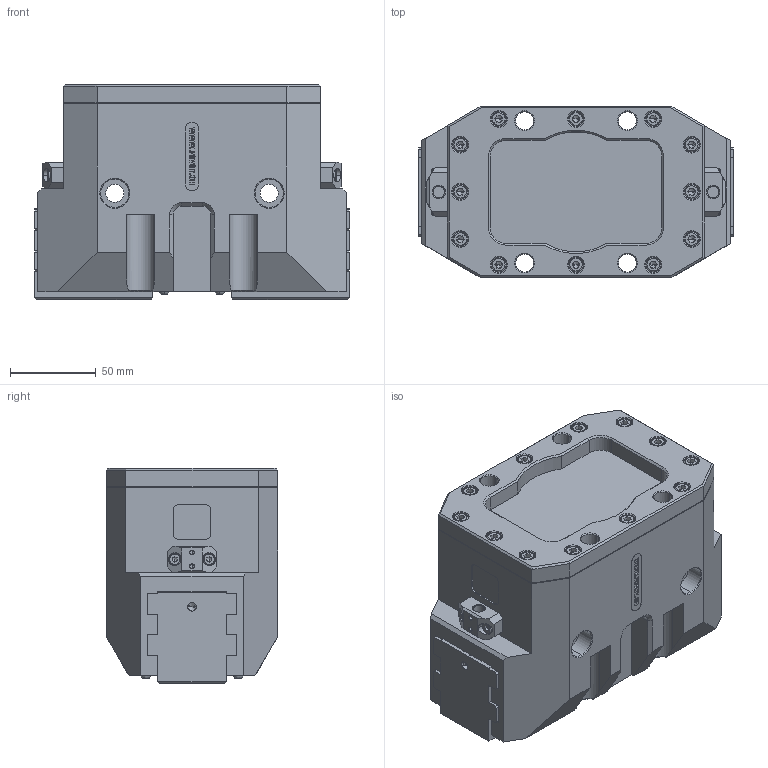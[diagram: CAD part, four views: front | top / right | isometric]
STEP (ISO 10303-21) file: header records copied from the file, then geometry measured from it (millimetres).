
FILE_DESCRIPTION (( 'STEP AP203' ), '1' );
FILE_NAME ('FY30-80謗蛈.STEP', '2019-01-04T02:41:35', ( 'User' ), ( 'Microsoft' ), 'SwSTEP 2.0', 'SolidWorks 2015', '' );
FILE_SCHEMA (( 'CONFIG_CONTROL_DESIGN' ));
Length unit declared in the file: millimetre
Products named in the file (11): LOGOÅÆ-FY30-80; hexagon socket button head screws gb_GB_SOCKET_TYPE7 M3X6-N; 梓齪7; 梓齪FY30-80; 导轨楔形三爪支架; 虼倛標蛈FY30-80翋极; hexagon socket head cap screws gb_GB_FASTENER_SCREWS_HSHCS M4X10-N; 虼倛標蛈FY30-80賑輸; FY30-80謗蛈; 虼倛謗蛈FY30-80綴裔; hexagon socket head cap screws gb_GB_FASTENER_SCREWS_HSHCS M5X20-N
Assembly tree (29 placements, depth 2):
  FY30-80謗蛈
    虼倛標蛈FY30-80翋极
    虼倛標蛈FY30-80賑輸  x2
    虼倛謗蛈FY30-80綴裔
    hexagon socket head cap screws gb_GB_FASTENER_SCREWS_HSHCS M5X20-N  x12
    LOGOÅÆ-FY30-80
    hexagon socket button head screws gb_GB_SOCKET_TYPE7 M3X6-N  x4
    梓齪7
    梓齪FY30-80
    导轨楔形三爪支架  x2
    hexagon socket head cap screws gb_GB_FASTENER_SCREWS_HSHCS M4X10-N  x4
Bounding box: 183.48 x 100 x 125.5 mm (x, y, z)
Volume: 1300514.7 mm3; surface area: 265992.4 mm2
Topology: 29 solids, 29 shells, 2896 faces, 7375 edges, 4658 vertices
Faces by surface type: plane 1498, bspline 643, cylinder 376, cone 333, torus 38, sphere 8
Entity records: 98817 total; most frequent: CARTESIAN_POINT 44714, ORIENTED_EDGE 11902, DIRECTION 8678, EDGE_CURVE 5951, VECTOR 3904, LINE 3904, VERTEX_POINT 3859, EDGE_LOOP 2590
